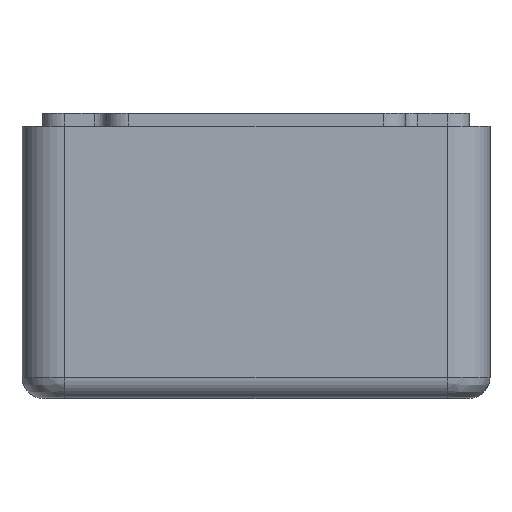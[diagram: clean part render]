
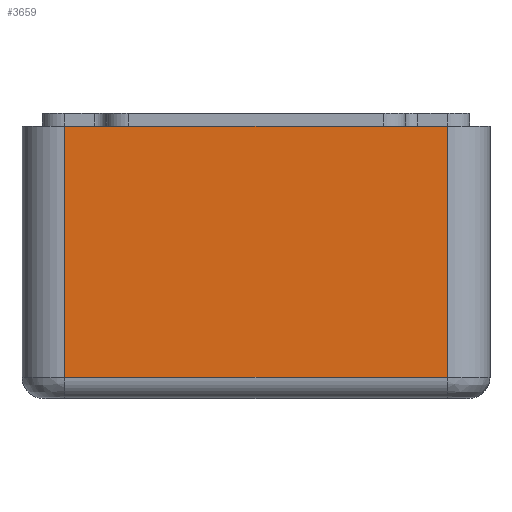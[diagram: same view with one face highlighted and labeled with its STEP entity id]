
A CAD part, front view. The second image highlights one B-rep face of the part: STEP entity #3659.
In plain terms, the highlighted planar face has unit normal (0, -1, 0).
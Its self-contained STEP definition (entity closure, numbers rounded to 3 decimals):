
#124=PLANE('',#3938);
#273=FACE_OUTER_BOUND('',#489,.T.);
#489=EDGE_LOOP('',(#2689,#2690,#2691,#2692));
#711=LINE('',#5539,#1057);
#725=LINE('',#5618,#1071);
#734=LINE('',#5642,#1080);
#735=LINE('',#5644,#1081);
#1057=VECTOR('',#4415,10.);
#1071=VECTOR('',#4493,10.);
#1080=VECTOR('',#4520,10.);
#1081=VECTOR('',#4523,10.);
#1582=VERTEX_POINT('',#5485);
#1589=VERTEX_POINT('',#5535);
#1622=VERTEX_POINT('',#5615);
#1628=VERTEX_POINT('',#5640);
#1987=EDGE_CURVE('',#1589,#1582,#711,.T.);
#2021=EDGE_CURVE('',#1582,#1622,#725,.T.);
#2033=EDGE_CURVE('',#1628,#1589,#734,.T.);
#2034=EDGE_CURVE('',#1622,#1628,#735,.T.);
#2689=ORIENTED_EDGE('',*,*,#2034,.F.);
#2690=ORIENTED_EDGE('',*,*,#2021,.F.);
#2691=ORIENTED_EDGE('',*,*,#1987,.F.);
#2692=ORIENTED_EDGE('',*,*,#2033,.F.);
#3659=ADVANCED_FACE('',(#273),#124,.T.);
#3938=AXIS2_PLACEMENT_3D('',#5643,#4521,#4522);
#4415=DIRECTION('',(-1.,0.,0.));
#4493=DIRECTION('',(0.,0.,1.));
#4520=DIRECTION('',(0.,0.,-1.));
#4521=DIRECTION('center_axis',(0.,-1.,0.));
#4522=DIRECTION('ref_axis',(1.,0.,0.));
#4523=DIRECTION('',(1.,0.,0.));
#5485=CARTESIAN_POINT('',(-22.5,-55.,-6.5));
#5535=CARTESIAN_POINT('',(22.5,-55.,-6.5));
#5539=CARTESIAN_POINT('',(-13.75,-55.,-6.5));
#5615=CARTESIAN_POINT('',(-22.5,-55.,23.));
#5618=CARTESIAN_POINT('',(-22.5,-55.,0.));
#5640=CARTESIAN_POINT('',(22.5,-55.,23.));
#5642=CARTESIAN_POINT('',(22.5,-55.,0.));
#5643=CARTESIAN_POINT('Origin',(-27.5,-55.,0.));
#5644=CARTESIAN_POINT('',(-13.75,-55.,23.));
